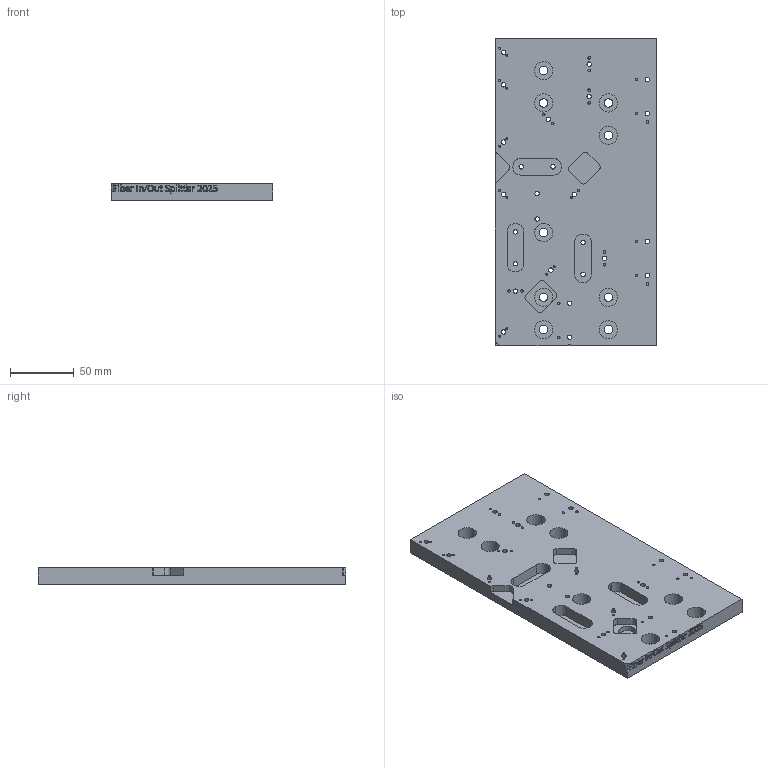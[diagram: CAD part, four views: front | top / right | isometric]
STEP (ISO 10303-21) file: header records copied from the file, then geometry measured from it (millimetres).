
FILE_DESCRIPTION(('FreeCAD Model'),'2;1');
FILE_NAME('Open CASCADE Shape Model','2025-05-08T11:10:11',(''),(''), 'Open CASCADE STEP processor 7.8','FreeCAD','Unknown');
FILE_SCHEMA(('AUTOMOTIVE_DESIGN { 1 0 10303 214 1 1 1 1 }'));
Length unit declared in the file: millimetre
Products named in the file (1): Fiber_In_Out_Splitter
Bounding box: 127 x 241.3 x 12.7 mm (x, y, z)
Volume: 354012.4 mm3; surface area: 80852.8 mm2
Topology: 1 solids, 1 shells, 660 faces, 1764 edges, 1181 vertices
Faces by surface type: extrusion 304, plane 255, cylinder 101
Full cylindrical faces by diameter (mm): 1.6 x14, 2 x18, 3.454 x26, 6.604 x9, 14.287 x9
Entity records: 21136 total; most frequent: CARTESIAN_POINT 5430, ORIENTED_EDGE 3528, DIRECTION 2392, EDGE_CURVE 1764, VECTOR 1242, VERTEX_POINT 1181, LINE 938, B_SPLINE_CURVE_WITH_KNOTS 912
